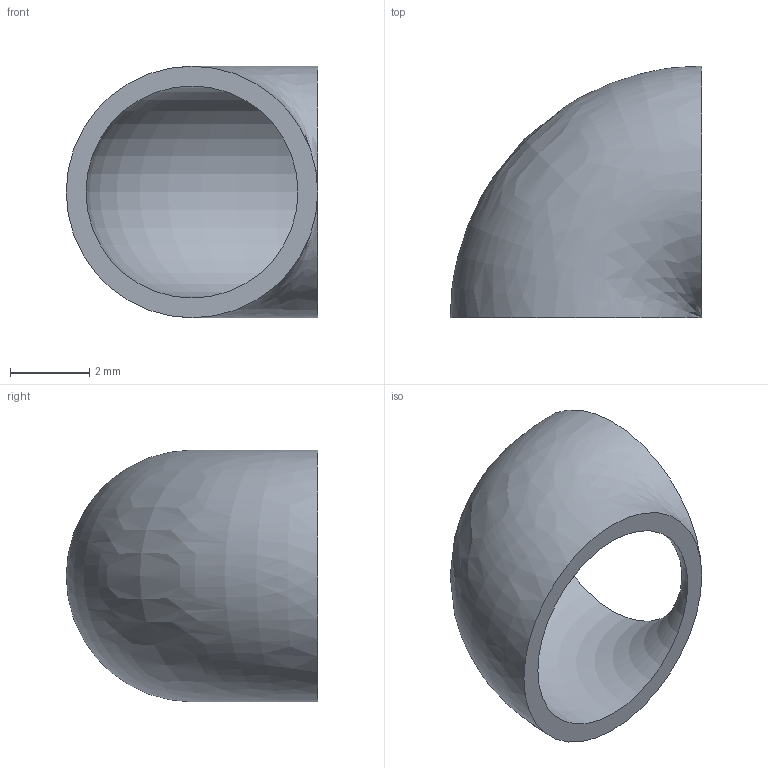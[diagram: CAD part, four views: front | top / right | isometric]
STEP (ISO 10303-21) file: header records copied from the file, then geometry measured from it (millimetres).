
FILE_DESCRIPTION(/* description */ (''),/* implementation_level */ '2;1');
FILE_NAME(/* name */ 'DPLX_P011_Wire_Mesh_90_Elbow.stp',/* time_stamp */ '2018-07-31T12:30:06-07:00',/* author */ ('MJ'),/* organization */ (''),/* preprocessor_version */ 'ST-DEVELOPER v16.13',/* originating_system */ 'Autodesk Inventor 2018',/* authorisation */ '');
FILE_SCHEMA (('AUTOMOTIVE_DESIGN { 1 0 10303 214 3 1 1 }'));
Length unit declared in the file: millimetre
Products named in the file (1): DPLX_011_Wire_Mesh_90_Elbow
Bounding box: 6.35 x 6.35 x 6.35 mm (x, y, z)
Volume: 48.7 mm3; surface area: 201.9 mm2
Topology: 1 solids, 1 shells, 4 faces, 8 edges, 4 vertices
Faces by surface type: plane 2, torus 1, bspline 1
Entity records: 145 total; most frequent: CARTESIAN_POINT 38, DIRECTION 16, ORIENTED_EDGE 8, AXIS2_PLACEMENT_3D 8, EDGE_LOOP 7, FACE_OUTER_BOUND 4, CIRCLE 4, EDGE_CURVE 4
